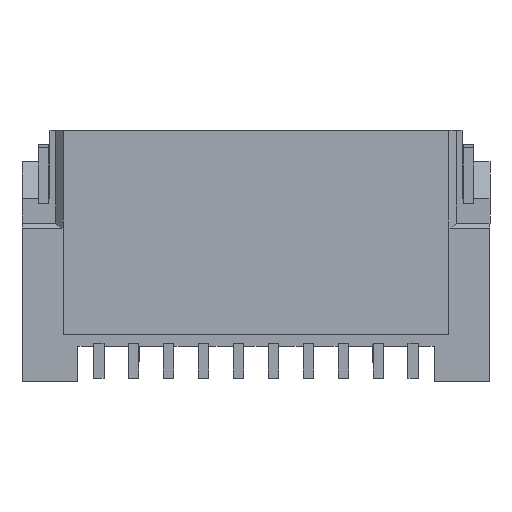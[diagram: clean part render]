
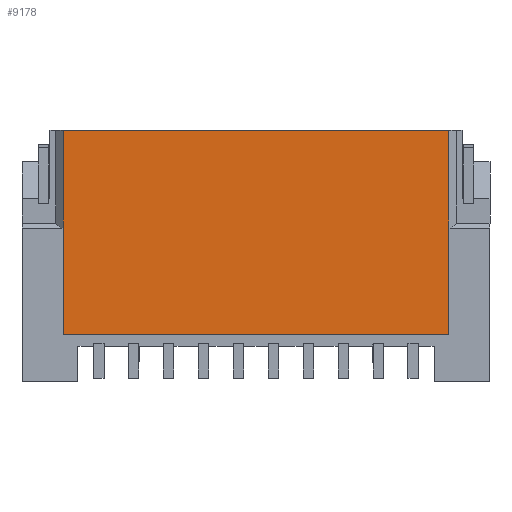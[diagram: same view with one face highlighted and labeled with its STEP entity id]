
A CAD part, front view. The second image highlights one B-rep face of the part: STEP entity #9178.
In plain terms, the highlighted planar face has unit normal (0, -1, 0).
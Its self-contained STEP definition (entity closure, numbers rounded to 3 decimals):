
#2545=ORIENTED_EDGE('',*,*,#3954,.F.);
#2546=ORIENTED_EDGE('',*,*,#3548,.F.);
#2547=ORIENTED_EDGE('',*,*,#3936,.T.);
#2548=ORIENTED_EDGE('',*,*,#3694,.F.);
#2549=ORIENTED_EDGE('',*,*,#3567,.F.);
#2550=ORIENTED_EDGE('',*,*,#3975,.T.);
#3548=EDGE_CURVE('',#4709,#4710,#5645,.T.);
#3567=EDGE_CURVE('',#4722,#4721,#5664,.T.);
#3694=EDGE_CURVE('',#4721,#4790,#5778,.T.);
#3936=EDGE_CURVE('',#4709,#4790,#6001,.T.);
#3954=EDGE_CURVE('',#4710,#4649,#6017,.T.);
#3975=EDGE_CURVE('',#4722,#4649,#6038,.T.);
#4649=VERTEX_POINT('',#13585);
#4709=VERTEX_POINT('',#13757);
#4710=VERTEX_POINT('',#13759);
#4721=VERTEX_POINT('',#13791);
#4722=VERTEX_POINT('',#13793);
#4790=VERTEX_POINT('',#14035);
#5645=LINE('',#13758,#6842);
#5664=LINE('',#13794,#6861);
#5778=LINE('',#14036,#6975);
#6001=LINE('',#14475,#7198);
#6017=LINE('',#14509,#7214);
#6038=LINE('',#14546,#7235);
#6842=VECTOR('',#10983,1000.);
#6861=VECTOR('',#11010,1000.);
#6975=VECTOR('',#11244,1000.);
#7198=VECTOR('',#11711,1000.);
#7214=VECTOR('',#11757,1000.);
#7235=VECTOR('',#11808,1000.);
#7759=EDGE_LOOP('',(#2545,#2546,#2547,#2548,#2549,#2550));
#8278=FACE_BOUND('',#7759,.T.);
#8719=PLANE('',#9738);
#9178=ADVANCED_FACE('',(#8278),#8719,.T.);
#9738=AXIS2_PLACEMENT_3D('',#14679,#12007,#12008);
#10983=DIRECTION('',(1.,0.,0.));
#11010=DIRECTION('',(-1.,0.,0.));
#11244=DIRECTION('',(0.,0.,1.));
#11711=DIRECTION('',(0.,0.,-1.));
#11757=DIRECTION('',(0.,0.,-1.));
#11808=DIRECTION('',(0.,0.,1.));
#12007=DIRECTION('',(0.,-1.,0.));
#12008=DIRECTION('',(0.,0.,-1.));
#13585=CARTESIAN_POINT('',(2.76,0.,-1.4));
#13757=CARTESIAN_POINT('',(-2.76,0.,0.));
#13758=CARTESIAN_POINT('',(-2.76,0.,0.));
#13759=CARTESIAN_POINT('',(2.76,0.,0.));
#13791=CARTESIAN_POINT('',(-2.76,0.,-2.92));
#13793=CARTESIAN_POINT('',(2.76,0.,-2.92));
#13794=CARTESIAN_POINT('',(2.76,0.,-2.92));
#14035=CARTESIAN_POINT('',(-2.76,0.,-1.4));
#14036=CARTESIAN_POINT('',(-2.76,0.,-2.92));
#14475=CARTESIAN_POINT('',(-2.76,0.,0.));
#14509=CARTESIAN_POINT('',(2.76,0.,0.));
#14546=CARTESIAN_POINT('',(2.76,0.,-2.92));
#14679=CARTESIAN_POINT('',(-3.35,0.,0.));
